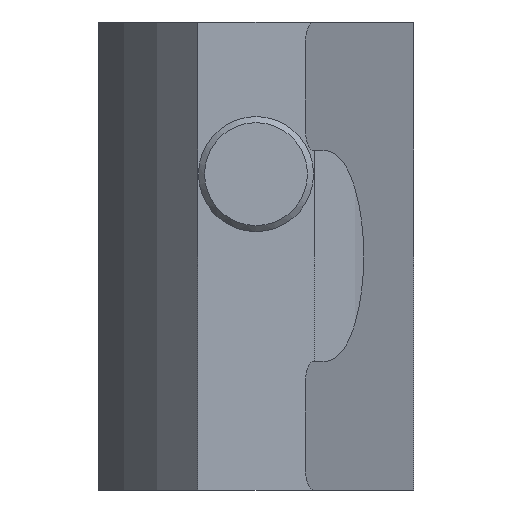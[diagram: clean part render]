
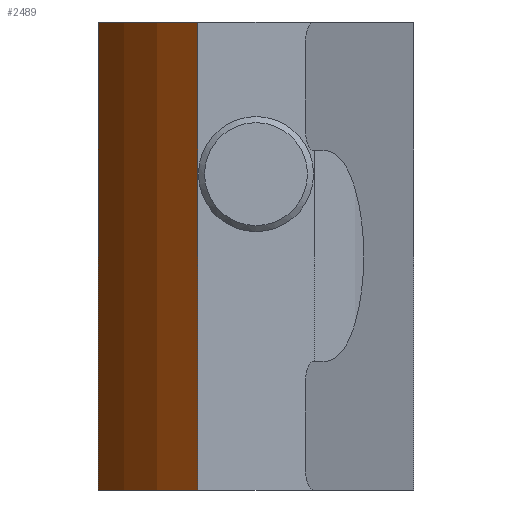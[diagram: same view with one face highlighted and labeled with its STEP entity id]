
A CAD part, front view. The second image highlights one B-rep face of the part: STEP entity #2489.
In plain terms, the highlighted cylindrical face has radius 20 mm (diameter 40 mm), a partial arc.
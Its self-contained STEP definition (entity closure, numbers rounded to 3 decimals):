
#455=FACE_OUTER_BOUND('',#588,.T.);
#588=EDGE_LOOP('',(#2266,#2267,#2268,#2269));
#716=LINE('',#23993,#851);
#717=LINE('',#23997,#852);
#851=VECTOR('',#3195,10.);
#852=VECTOR('',#3200,10.);
#914=CIRCLE('',#2758,20.);
#916=CIRCLE('',#2763,20.);
#1161=VERTEX_POINT('',#23975);
#1162=VERTEX_POINT('',#23977);
#1167=VERTEX_POINT('',#23991);
#1168=VERTEX_POINT('',#23995);
#1533=EDGE_CURVE('',#1162,#1161,#914,.T.);
#1541=EDGE_CURVE('',#1167,#1161,#716,.T.);
#1542=EDGE_CURVE('',#1167,#1168,#916,.T.);
#1543=EDGE_CURVE('',#1168,#1162,#717,.T.);
#2266=ORIENTED_EDGE('',*,*,#1542,.T.);
#2267=ORIENTED_EDGE('',*,*,#1543,.T.);
#2268=ORIENTED_EDGE('',*,*,#1533,.T.);
#2269=ORIENTED_EDGE('',*,*,#1541,.F.);
#2339=CYLINDRICAL_SURFACE('',#2762,20.);
#2489=ADVANCED_FACE('',(#455),#2339,.T.);
#2758=AXIS2_PLACEMENT_3D('',#23978,#3181,#3182);
#2762=AXIS2_PLACEMENT_3D('',#23994,#3196,#3197);
#2763=AXIS2_PLACEMENT_3D('',#23996,#3198,#3199);
#3181=DIRECTION('center_axis',(0.,0.,1.));
#3182=DIRECTION('ref_axis',(-0.721,0.693,0.));
#3195=DIRECTION('',(0.,0.,-1.));
#3196=DIRECTION('center_axis',(0.,0.,1.));
#3197=DIRECTION('ref_axis',(-0.721,0.693,0.));
#3198=DIRECTION('center_axis',(0.,0.,-1.));
#3199=DIRECTION('ref_axis',(-0.721,0.693,0.));
#3200=DIRECTION('',(0.,0.,-1.));
#23975=CARTESIAN_POINT('',(6.75,-0.5,-10.));
#23977=CARTESIAN_POINT('',(2.5,-7.2,-10.));
#23978=CARTESIAN_POINT('Origin',(-11.928,6.65,-10.));
#23991=CARTESIAN_POINT('',(6.75,-0.5,10.));
#23993=CARTESIAN_POINT('',(6.75,-0.5,0.));
#23994=CARTESIAN_POINT('Origin',(-11.928,6.65,0.));
#23995=CARTESIAN_POINT('',(2.5,-7.2,10.));
#23996=CARTESIAN_POINT('Origin',(-11.928,6.65,10.));
#23997=CARTESIAN_POINT('',(2.5,-7.2,0.));
